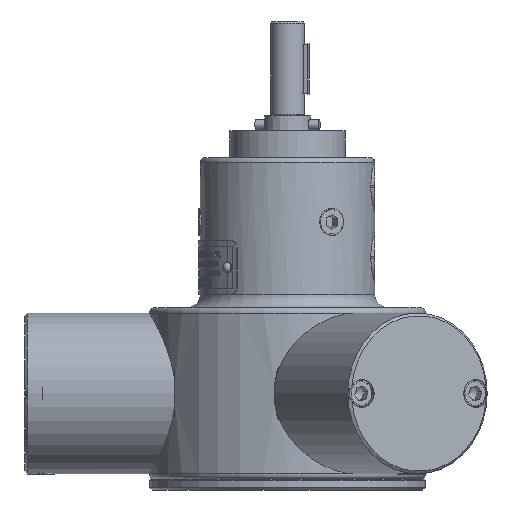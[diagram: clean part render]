
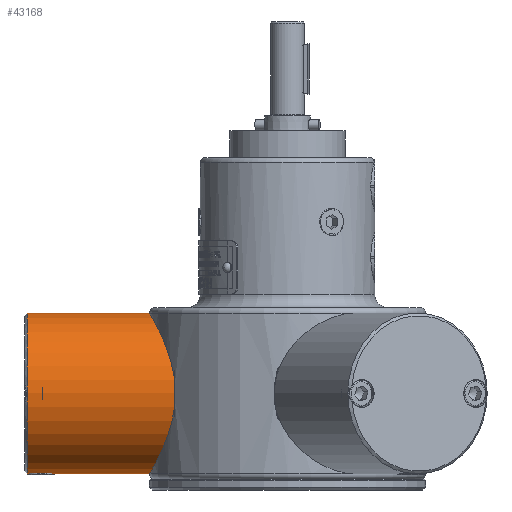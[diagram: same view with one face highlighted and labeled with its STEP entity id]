
A CAD part, left-side view. The second image highlights one B-rep face of the part: STEP entity #43168.
In plain terms, the highlighted cylindrical face has radius 30 mm (diameter 60 mm), a full revolution.
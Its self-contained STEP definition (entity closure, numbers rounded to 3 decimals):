
#1293=FACE_BOUND('',#8997,.T.);
#3837=B_SPLINE_CURVE_WITH_KNOTS('',3,(#91152,#91153,#91154,#91155,#91156,
#91157,#91158,#91159,#91160,#91161,#91162,#91163,#91164,#91165,#91166,#91167,
#91168,#91169,#91170,#91171,#91172,#91173,#91174,#91175,#91176,#91177,#91178,
#91179,#91180,#91181),.UNSPECIFIED.,.T.,.F.,(4,1,1,1,1,1,1,1,1,1,1,1,1,
1,1,1,1,1,1,1,1,1,1,1,1,1,1,4),(-3.231,-3.185,-3.047,
-2.862,-2.839,-2.822,-2.816,
-2.77,-2.724,-2.677,-2.493,
-2.424,-2.401,-2.308,-2.124,
-2.047,-2.,-1.877,-1.816,
-1.754,-1.508,-1.385,-1.2,
-1.108,-1.085,-1.016,-0.831,-0.646),
 .UNSPECIFIED.);
#4227=CYLINDRICAL_SURFACE('',#46319,30.);
#6324=FACE_OUTER_BOUND('',#8996,.T.);
#8996=EDGE_LOOP('',(#37066,#37067,#37068,#37069));
#8997=EDGE_LOOP('',(#37070));
#11786=LINE('',#91189,#14476);
#14476=VECTOR('',#54814,30.);
#16113=CIRCLE('',#46309,30.);
#16119=CIRCLE('',#46320,30.);
#19997=VERTEX_POINT('',#90968);
#20001=VERTEX_POINT('',#91114);
#20005=VERTEX_POINT('',#91187);
#25753=EDGE_CURVE('',#19997,#19997,#16113,.T.);
#25764=EDGE_CURVE('',#20001,#20001,#3837,.T.);
#25767=EDGE_CURVE('',#20005,#20005,#16119,.T.);
#25768=EDGE_CURVE('',#20005,#19997,#11786,.T.);
#37066=ORIENTED_EDGE('',*,*,#25767,.F.);
#37067=ORIENTED_EDGE('',*,*,#25768,.T.);
#37068=ORIENTED_EDGE('',*,*,#25753,.F.);
#37069=ORIENTED_EDGE('',*,*,#25768,.F.);
#37070=ORIENTED_EDGE('',*,*,#25764,.F.);
#43168=ADVANCED_FACE('',(#6324,#1293),#4227,.T.);
#46309=AXIS2_PLACEMENT_3D('',#90970,#54787,#54788);
#46319=AXIS2_PLACEMENT_3D('',#91186,#54810,#54811);
#46320=AXIS2_PLACEMENT_3D('',#91188,#54812,#54813);
#54787=DIRECTION('center_axis',(0.,1.,0.));
#54788=DIRECTION('ref_axis',(1.,0.,0.));
#54810=DIRECTION('center_axis',(0.,-1.,0.));
#54811=DIRECTION('ref_axis',(1.,0.,0.));
#54812=DIRECTION('center_axis',(0.,-1.,0.));
#54813=DIRECTION('ref_axis',(1.,0.,0.));
#54814=DIRECTION('',(0.,1.,0.));
#90968=CARTESIAN_POINT('',(-30.,97.,-32.));
#90970=CARTESIAN_POINT('Origin',(0.,97.,-32.));
#91114=CARTESIAN_POINT('',(0.,96.383,-62.));
#91152=CARTESIAN_POINT('Ctrl Pts',(0.,96.383,-62.));
#91153=CARTESIAN_POINT('Ctrl Pts',(0.157,96.383,-62.));
#91154=CARTESIAN_POINT('Ctrl Pts',(0.796,96.353,-61.996));
#91155=CARTESIAN_POINT('Ctrl Pts',(2.124,95.967,-61.94));
#91156=CARTESIAN_POINT('Ctrl Pts',(3.078,95.194,-61.845));
#91157=CARTESIAN_POINT('Ctrl Pts',(3.555,94.565,-61.789));
#91158=CARTESIAN_POINT('Ctrl Pts',(3.648,94.428,-61.777));
#91159=CARTESIAN_POINT('Ctrl Pts',(3.782,94.22,-61.761));
#91160=CARTESIAN_POINT('Ctrl Pts',(3.954,93.91,-61.739));
#91161=CARTESIAN_POINT('Ctrl Pts',(4.146,93.447,-61.712));
#91162=CARTESIAN_POINT('Ctrl Pts',(4.42,92.479,-61.673));
#91163=CARTESIAN_POINT('Ctrl Pts',(4.419,91.439,-61.673));
#91164=CARTESIAN_POINT('Ctrl Pts',(4.118,90.473,-61.716));
#91165=CARTESIAN_POINT('Ctrl Pts',(3.843,89.862,-61.753));
#91166=CARTESIAN_POINT('Ctrl Pts',(3.266,88.955,-61.826));
#91167=CARTESIAN_POINT('Ctrl Pts',(2.298,88.179,-61.922));
#91168=CARTESIAN_POINT('Ctrl Pts',(1.236,87.777,-61.977));
#91169=CARTESIAN_POINT('Ctrl Pts',(0.37,87.604,-62.002));
#91170=CARTESIAN_POINT('Ctrl Pts',(-0.421,87.603,
-62.002));
#91171=CARTESIAN_POINT('Ctrl Pts',(-1.289,87.795,-61.974));
#91172=CARTESIAN_POINT('Ctrl Pts',(-2.542,88.295,-61.907));
#91173=CARTESIAN_POINT('Ctrl Pts',(-3.671,89.328,-61.779));
#91174=CARTESIAN_POINT('Ctrl Pts',(-4.426,91.246,-61.672));
#91175=CARTESIAN_POINT('Ctrl Pts',(-4.418,92.641,-61.673));
#91176=CARTESIAN_POINT('Ctrl Pts',(-4.065,93.685,-61.724));
#91177=CARTESIAN_POINT('Ctrl Pts',(-3.756,94.277,-61.764));
#91178=CARTESIAN_POINT('Ctrl Pts',(-3.208,95.091,-61.832));
#91179=CARTESIAN_POINT('Ctrl Pts',(-1.997,96.071,-61.952));
#91180=CARTESIAN_POINT('Ctrl Pts',(-0.63,96.383,-62.));
#91181=CARTESIAN_POINT('Ctrl Pts',(0.,96.383,-62.));
#91186=CARTESIAN_POINT('Origin',(0.,98.,-32.));
#91187=CARTESIAN_POINT('',(-30.,42.1,-32.));
#91188=CARTESIAN_POINT('Origin',(0.,42.1,-32.));
#91189=CARTESIAN_POINT('',(-30.,98.,-32.));
